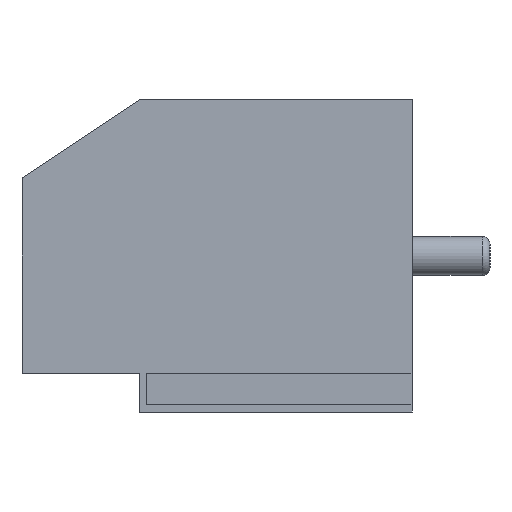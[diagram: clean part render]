
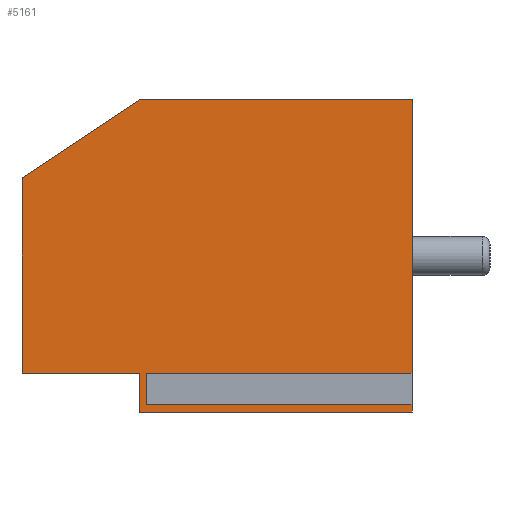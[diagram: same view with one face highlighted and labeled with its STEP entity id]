
A CAD part, left-side view. The second image highlights one B-rep face of the part: STEP entity #5161.
In plain terms, the highlighted planar face has unit normal (-1, 0, 0).
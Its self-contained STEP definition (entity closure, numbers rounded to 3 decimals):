
#181=PLANE('',#5528);
#402=FACE_OUTER_BOUND('',#713,.T.);
#713=EDGE_LOOP('',(#3964,#3965,#3966,#3967,#3968,#3969,#3970,#3971,#3972,
#3973,#3974));
#959=LINE('',#7500,#1520);
#1025=LINE('',#7648,#1586);
#1029=LINE('',#7656,#1590);
#1133=LINE('',#7892,#1694);
#1139=LINE('',#7903,#1700);
#1140=LINE('',#7905,#1701);
#1141=LINE('',#7908,#1702);
#1144=LINE('',#7914,#1705);
#1147=LINE('',#7920,#1708);
#1150=LINE('',#7926,#1711);
#1153=LINE('',#7931,#1714);
#1520=VECTOR('',#5958,10.);
#1586=VECTOR('',#6048,10.);
#1590=VECTOR('',#6052,10.);
#1694=VECTOR('',#6306,10.);
#1700=VECTOR('',#6316,10.);
#1701=VECTOR('',#6319,10.);
#1702=VECTOR('',#6322,10.);
#1705=VECTOR('',#6327,10.);
#1708=VECTOR('',#6332,10.);
#1711=VECTOR('',#6337,10.);
#1714=VECTOR('',#6342,10.);
#2256=VERTEX_POINT('',#7497);
#2257=VERTEX_POINT('',#7499);
#2327=VERTEX_POINT('',#7647);
#2330=VERTEX_POINT('',#7653);
#2331=VERTEX_POINT('',#7655);
#2388=VERTEX_POINT('',#7891);
#2391=VERTEX_POINT('',#7901);
#2392=VERTEX_POINT('',#7907);
#2394=VERTEX_POINT('',#7913);
#2396=VERTEX_POINT('',#7919);
#2398=VERTEX_POINT('',#7925);
#2761=EDGE_CURVE('',#2257,#2256,#959,.T.);
#2838=EDGE_CURVE('',#2257,#2327,#1025,.T.);
#2842=EDGE_CURVE('',#2330,#2331,#1029,.T.);
#2957=EDGE_CURVE('',#2388,#2327,#1133,.T.);
#2963=EDGE_CURVE('',#2330,#2391,#1139,.T.);
#2964=EDGE_CURVE('',#2391,#2388,#1140,.T.);
#2965=EDGE_CURVE('',#2256,#2392,#1141,.T.);
#2968=EDGE_CURVE('',#2394,#2392,#1144,.T.);
#2971=EDGE_CURVE('',#2396,#2394,#1147,.T.);
#2974=EDGE_CURVE('',#2398,#2396,#1150,.T.);
#2977=EDGE_CURVE('',#2331,#2398,#1153,.T.);
#3964=ORIENTED_EDGE('',*,*,#2957,.T.);
#3965=ORIENTED_EDGE('',*,*,#2838,.F.);
#3966=ORIENTED_EDGE('',*,*,#2761,.T.);
#3967=ORIENTED_EDGE('',*,*,#2965,.T.);
#3968=ORIENTED_EDGE('',*,*,#2968,.F.);
#3969=ORIENTED_EDGE('',*,*,#2971,.F.);
#3970=ORIENTED_EDGE('',*,*,#2974,.F.);
#3971=ORIENTED_EDGE('',*,*,#2977,.F.);
#3972=ORIENTED_EDGE('',*,*,#2842,.F.);
#3973=ORIENTED_EDGE('',*,*,#2963,.T.);
#3974=ORIENTED_EDGE('',*,*,#2964,.T.);
#5161=ADVANCED_FACE('',(#402),#181,.F.);
#5528=AXIS2_PLACEMENT_3D('',#7934,#6346,#6347);
#5958=DIRECTION('',(0.,1.,0.));
#6048=DIRECTION('',(0.,0.,-1.));
#6052=DIRECTION('',(0.,0.,-1.));
#6306=DIRECTION('',(0.,-1.,0.));
#6316=DIRECTION('',(0.,1.,0.));
#6319=DIRECTION('',(0.,0.,1.));
#6322=DIRECTION('',(0.,0.832,-0.555));
#6327=DIRECTION('',(0.,0.,1.));
#6332=DIRECTION('',(0.,1.,0.));
#6337=DIRECTION('',(0.,0.,1.));
#6342=DIRECTION('',(0.,1.,0.));
#6346=DIRECTION('center_axis',(1.,0.,0.));
#6347=DIRECTION('ref_axis',(0.,0.,-1.));
#7497=CARTESIAN_POINT('',(-15.,7.,4.));
#7499=CARTESIAN_POINT('',(-15.,0.,4.));
#7500=CARTESIAN_POINT('',(-15.,0.,4.));
#7647=CARTESIAN_POINT('',(-15.,0.,-3.15));
#7648=CARTESIAN_POINT('',(-15.,0.,0.));
#7653=CARTESIAN_POINT('',(-15.,0.,-3.65));
#7655=CARTESIAN_POINT('',(-15.,0.,-4.));
#7656=CARTESIAN_POINT('',(-15.,0.,0.));
#7891=CARTESIAN_POINT('',(-15.,6.8,-3.15));
#7892=CARTESIAN_POINT('',(-15.,2.5,-3.15));
#7901=CARTESIAN_POINT('',(-15.,6.8,-3.65));
#7903=CARTESIAN_POINT('',(-15.,2.5,-3.65));
#7905=CARTESIAN_POINT('',(-15.,6.8,-1.7));
#7907=CARTESIAN_POINT('',(-15.,10.,2.));
#7908=CARTESIAN_POINT('',(-15.,7.,4.));
#7913=CARTESIAN_POINT('',(-15.,10.,-3.));
#7914=CARTESIAN_POINT('',(-15.,10.,-3.));
#7919=CARTESIAN_POINT('',(-15.,7.,-3.));
#7920=CARTESIAN_POINT('',(-15.,7.,-3.));
#7925=CARTESIAN_POINT('',(-15.,7.,-4.));
#7926=CARTESIAN_POINT('',(-15.,7.,-4.));
#7931=CARTESIAN_POINT('',(-15.,0.,-4.));
#7934=CARTESIAN_POINT('Origin',(-15.,5.,0.));
